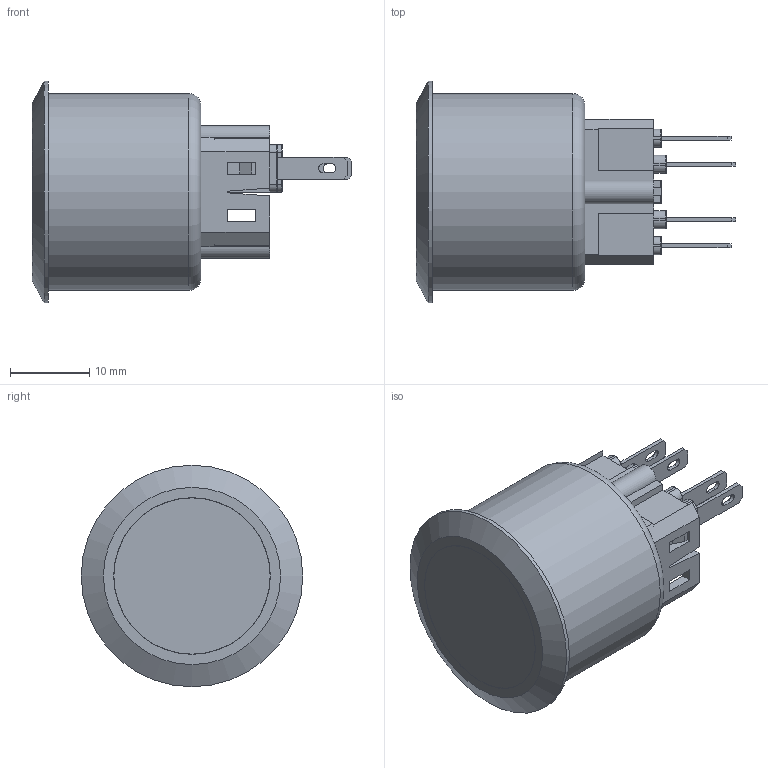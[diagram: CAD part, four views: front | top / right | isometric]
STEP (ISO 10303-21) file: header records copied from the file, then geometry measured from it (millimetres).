
FILE_DESCRIPTION((' '),'2;1');
FILE_NAME('PV8F2Y0xx.stp','2017-07-28T15:04:57',(' '),(' '),' ','ACIS',' ');
FILE_SCHEMA(('CONFIG_CONTROL_DESIGN'));
Length unit declared in the file: inch
Products named in the file (1): PV8F2Y0xx.stp
Bounding box: 40.4 x 28 x 28 mm (x, y, z)
Volume: 11610.2 mm3; surface area: 6401.9 mm2
Topology: 1 solids, 2 shells, 251 faces, 668 edges, 424 vertices
Faces by surface type: plane 181, cylinder 52, torus 17, cone 1
Full cylindrical faces by diameter (mm): 1.75 x1, 19.75 x1, 19.8 x1, 21 x1, 24.9 x1, 28 x1
Entity records: 7793 total; most frequent: CARTESIAN_POINT 1335, ORIENTED_EDGE 1320, DIRECTION 1300, EDGE_CURVE 660, VECTOR 524, LINE 524, VERTEX_POINT 423, AXIS2_PLACEMENT_3D 388
